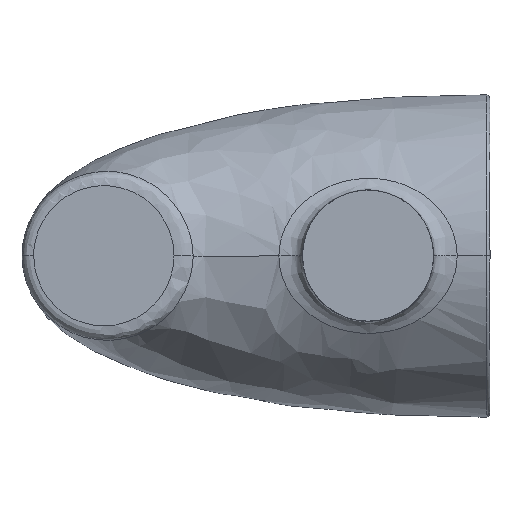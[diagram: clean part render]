
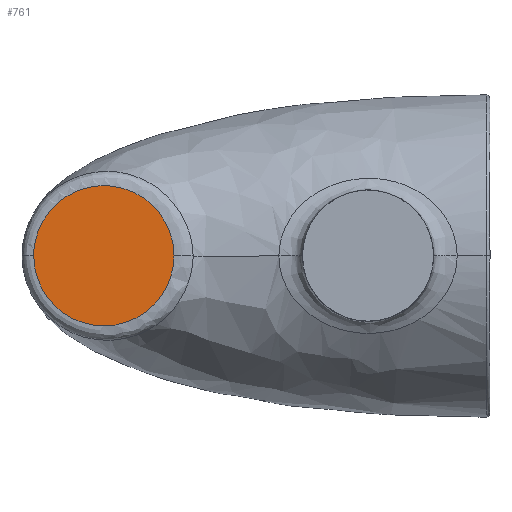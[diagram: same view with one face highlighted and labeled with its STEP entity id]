
A CAD part, top view. The second image highlights one B-rep face of the part: STEP entity #761.
In plain terms, the highlighted face is planar.
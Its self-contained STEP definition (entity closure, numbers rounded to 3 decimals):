
#119=B_SPLINE_CURVE_WITH_KNOTS('',3,(#1726,#1727,#1728,#1729,#1730,#1731,
#1732),.UNSPECIFIED.,.F.,.F.,(4,1,1,1,4),(0.,0.25,0.5,0.75,1.),
 .UNSPECIFIED.);
#120=B_SPLINE_CURVE_WITH_KNOTS('',3,(#1735,#1736,#1737,#1738,#1739),
 .UNSPECIFIED.,.F.,.F.,(4,1,4),(0.,0.5,1.),.UNSPECIFIED.);
#121=B_SPLINE_CURVE_WITH_KNOTS('',3,(#1741,#1742,#1743,#1744,#1745),
 .UNSPECIFIED.,.F.,.F.,(4,1,4),(0.,0.5,1.),.UNSPECIFIED.);
#278=ORIENTED_EDGE('',*,*,#465,.F.);
#279=ORIENTED_EDGE('',*,*,#466,.F.);
#280=ORIENTED_EDGE('',*,*,#467,.F.);
#465=EDGE_CURVE('',#562,#563,#119,.F.);
#466=EDGE_CURVE('',#564,#562,#120,.F.);
#467=EDGE_CURVE('',#563,#564,#121,.F.);
#562=VERTEX_POINT('',#1733);
#563=VERTEX_POINT('',#1734);
#564=VERTEX_POINT('',#1740);
#641=EDGE_LOOP('',(#278,#279,#280));
#695=FACE_BOUND('',#641,.T.);
#732=PLANE('',#1044);
#761=ADVANCED_FACE('',(#695),#732,.T.);
#1044=AXIS2_PLACEMENT_3D('',#1725,#1141,#1142);
#1141=DIRECTION('',(0.,0.,1.));
#1142=DIRECTION('',(1.,0.,0.));
#1725=CARTESIAN_POINT('',(-63.359,-14.278,21.749));
#1726=CARTESIAN_POINT('',(-40.162,0.,21.749));
#1727=CARTESIAN_POINT('',(-40.162,2.254,21.749));
#1728=CARTESIAN_POINT('',(-41.974,6.835,21.749));
#1729=CARTESIAN_POINT('',(-48.857,9.888,21.749));
#1730=CARTESIAN_POINT('',(-55.992,7.116,21.749));
#1731=CARTESIAN_POINT('',(-58.005,2.354,21.749));
#1732=CARTESIAN_POINT('',(-58.001,-0.016,21.749));
#1733=CARTESIAN_POINT('',(-58.001,-0.016,21.749));
#1734=CARTESIAN_POINT('',(-40.162,0.,21.749));
#1735=CARTESIAN_POINT('',(-58.001,-0.016,21.749));
#1736=CARTESIAN_POINT('',(-57.996,-2.35,21.749));
#1737=CARTESIAN_POINT('',(-56.031,-7.036,21.749));
#1738=CARTESIAN_POINT('',(-51.382,-8.918,21.749));
#1739=CARTESIAN_POINT('',(-49.081,-8.919,21.749));
#1740=CARTESIAN_POINT('',(-49.081,-8.919,21.749));
#1741=CARTESIAN_POINT('',(-49.081,-8.919,21.749));
#1742=CARTESIAN_POINT('',(-46.718,-8.919,21.749));
#1743=CARTESIAN_POINT('',(-42.028,-6.928,21.749));
#1744=CARTESIAN_POINT('',(-40.162,-2.291,21.749));
#1745=CARTESIAN_POINT('',(-40.162,0.,21.749));
